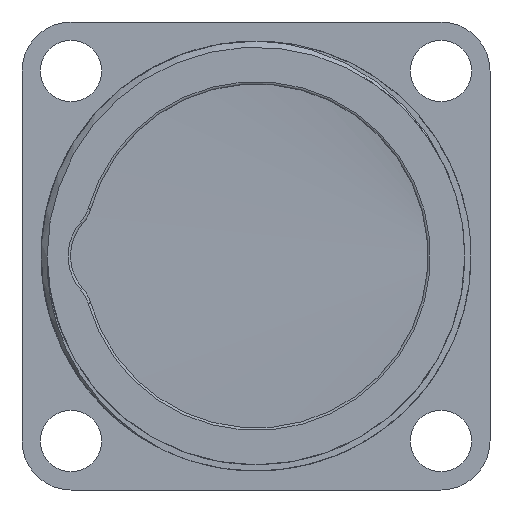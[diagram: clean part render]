
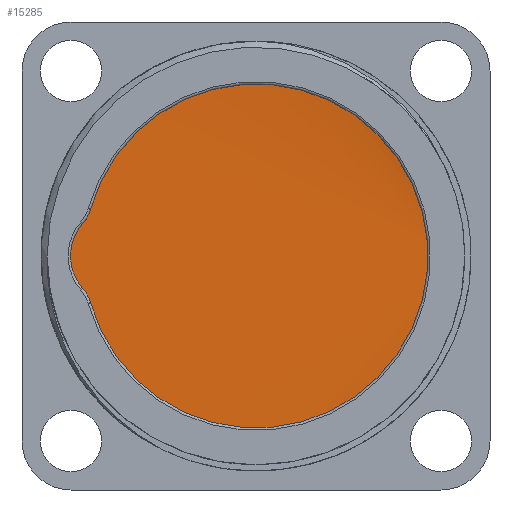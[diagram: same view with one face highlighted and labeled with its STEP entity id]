
A CAD part, left-side view. The second image highlights one B-rep face of the part: STEP entity #15285.
In plain terms, the highlighted cylindrical face has radius 17 mm (diameter 34 mm), a full revolution.
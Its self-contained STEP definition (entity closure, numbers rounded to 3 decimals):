
#1626=FACE_OUTER_BOUND('',#2444,.T.);
#2444=EDGE_LOOP('',(#9712,#9713,#9714));
#3472=B_SPLINE_CURVE_WITH_KNOTS('',3,(#21462,#21463,#21464,#21465,#21466,
#21467,#21468,#21469,#21470,#21471,#21472,#21473,#21474,#21475,#21476,#21477,
#21478),.UNSPECIFIED.,.F.,.F.,(4,1,1,1,1,1,1,1,1,1,1,1,1,1,4),(9.425,
9.87,10.354,10.837,11.32,11.803,
12.286,12.769,13.252,13.735,14.218,
14.701,15.184,15.667,15.708),
 .UNSPECIFIED.);
#4008=LINE('',#21415,#4927);
#4010=LINE('',#21479,#4929);
#4927=VECTOR('',#17582,17.);
#4929=VECTOR('',#17590,17.);
#5846=VERTEX_POINT('',#21413);
#5847=VERTEX_POINT('',#21414);
#5851=VERTEX_POINT('',#21461);
#7439=EDGE_CURVE('',#5846,#5847,#4008,.T.);
#7445=EDGE_CURVE('',#5851,#5847,#3472,.T.);
#7446=EDGE_CURVE('',#5851,#5846,#4010,.T.);
#9712=ORIENTED_EDGE('',*,*,#7439,.T.);
#9713=ORIENTED_EDGE('',*,*,#7445,.F.);
#9714=ORIENTED_EDGE('',*,*,#7446,.T.);
#14239=CYLINDRICAL_SURFACE('',#16125,17.);
#15285=ADVANCED_FACE('',(#1626),#14239,.T.);
#16125=AXIS2_PLACEMENT_3D('',#21460,#17588,#17589);
#17582=DIRECTION('',(1.,0.,0.));
#17588=DIRECTION('center_axis',(1.,0.,0.));
#17589=DIRECTION('ref_axis',(0.,1.,0.));
#17590=DIRECTION('',(1.,0.,0.));
#21413=CARTESIAN_POINT('',(4.2,-17.,0.));
#21414=CARTESIAN_POINT('',(5.4,-17.,0.));
#21415=CARTESIAN_POINT('',(0.,-17.,0.));
#21460=CARTESIAN_POINT('Origin',(0.,0.,0.));
#21461=CARTESIAN_POINT('',(2.6,-17.,0.));
#21462=CARTESIAN_POINT('Ctrl Pts',(2.6,-17.001,0.));
#21463=CARTESIAN_POINT('Ctrl Pts',(2.666,-17.,2.525));
#21464=CARTESIAN_POINT('Ctrl Pts',(2.804,-15.81,7.788));
#21465=CARTESIAN_POINT('Ctrl Pts',(3.014,-10.585,14.156));
#21466=CARTESIAN_POINT('Ctrl Pts',(3.229,-2.798,17.453));
#21467=CARTESIAN_POINT('Ctrl Pts',(3.444,5.629,16.755));
#21468=CARTESIAN_POINT('Ctrl Pts',(3.66,12.768,12.223));
#21469=CARTESIAN_POINT('Ctrl Pts',(3.875,16.985,4.893));
#21470=CARTESIAN_POINT('Ctrl Pts',(4.09,17.314,-3.556));
#21471=CARTESIAN_POINT('Ctrl Pts',(4.306,13.681,-11.192));
#21472=CARTESIAN_POINT('Ctrl Pts',(4.521,6.917,-16.266));
#21473=CARTESIAN_POINT('Ctrl Pts',(4.736,-1.431,-17.618));
#21474=CARTESIAN_POINT('Ctrl Pts',(4.951,-9.451,-14.937));
#21475=CARTESIAN_POINT('Ctrl Pts',(5.167,-15.307,-8.838));
#21476=CARTESIAN_POINT('Ctrl Pts',(5.316,-16.942,-3.196));
#21477=CARTESIAN_POINT('Ctrl Pts',(5.394,-17.001,-0.23));
#21478=CARTESIAN_POINT('Ctrl Pts',(5.4,-17.001,0.));
#21479=CARTESIAN_POINT('',(0.,-17.,0.));
